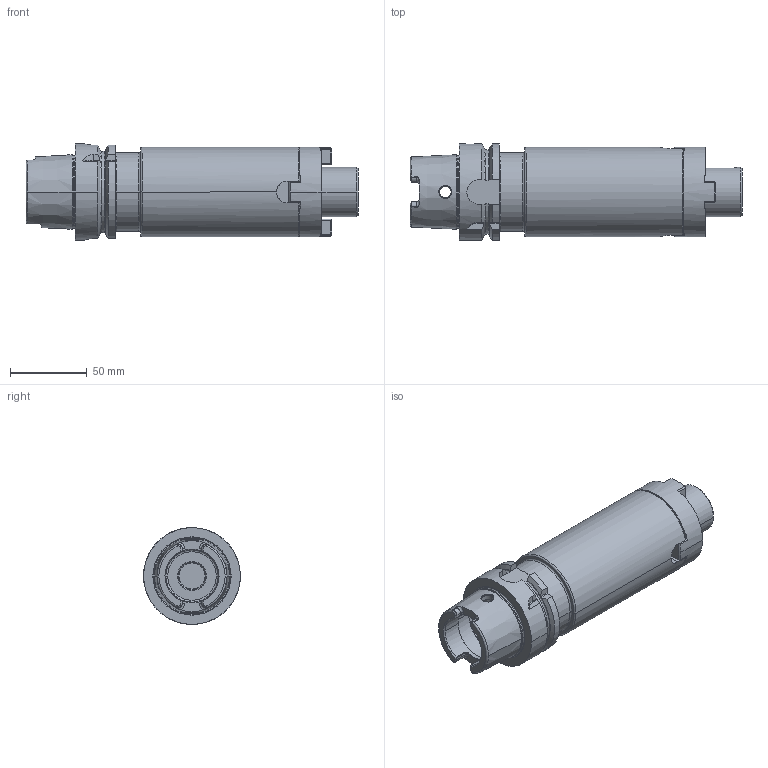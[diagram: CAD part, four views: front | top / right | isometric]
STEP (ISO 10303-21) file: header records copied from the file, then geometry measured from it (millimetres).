
FILE_DESCRIPTION((''),'2;1');
FILE_NAME('A63-042-32_ASM','2011-09-13T',('mei'),(''),'PRO/ENGINEER BY PARAMETRIC TECHNOLOGY CORPORATION, 2010430','PRO/ENGINEER BY PARAMETRIC TECHNOLOGY CORPORATION, 2010430','');
FILE_SCHEMA(('CONFIG_CONTROL_DESIGN'));
Length unit declared in the file: millimetre
Products named in the file (3): A63-042-32; 85-200-32; A63-042-32_ASM
Assembly tree (2 placements, depth 2):
  A63-042-32_ASM
    A63-042-32
    85-200-32
Bounding box: 216 x 63 x 63 mm (x, y, z)
Volume: 435554.6 mm3; surface area: 62034.3 mm2
Topology: 2 solids, 4 shells, 273 faces, 726 edges, 459 vertices
Faces by surface type: plane 125, cylinder 66, cone 40, torus 32, bspline 8, extrusion 2
Entity records: 9950 total; most frequent: CARTESIAN_POINT 3212, ORIENTED_EDGE 1440, DIRECTION 1349, EDGE_CURVE 724, AXIS2_PLACEMENT_3D 508, VERTEX_POINT 459, VECTOR 333, LINE 331
